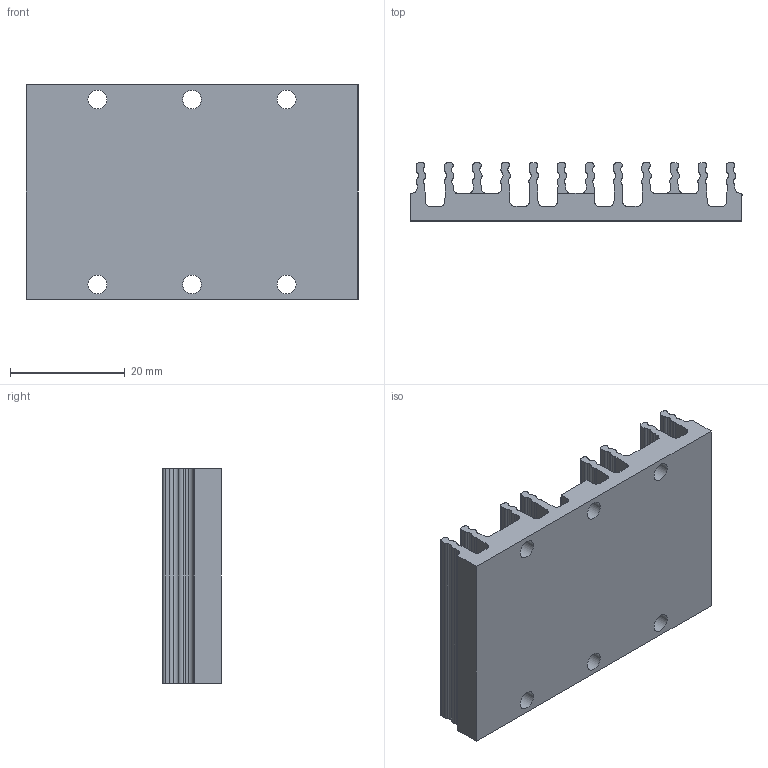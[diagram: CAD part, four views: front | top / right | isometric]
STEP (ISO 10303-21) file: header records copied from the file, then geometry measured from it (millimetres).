
FILE_DESCRIPTION (( 'STEP AP214' ), '1' );
FILE_NAME ('30722r3.STEP', '2011-06-30T14:55:05', ( 'Vicor User' ), ( 'Microsoft' ), 'SwSTEP 2.0', 'SolidWorks 2010', '' );
FILE_SCHEMA (( 'AUTOMOTIVE_DESIGN' ));
Length unit declared in the file: millimetre
Products named in the file (1): 30722r3
Bounding box: 57.91 x 10.16 x 37.34 mm (x, y, z)
Volume: 11367.5 mm3; surface area: 10579.3 mm2
Topology: 1 solids, 1 shells, 247 faces, 732 edges, 488 vertices
Faces by surface type: cylinder 166, plane 81
Full cylindrical faces by diameter (mm): 3.264 x6
Entity records: 11207 total; most frequent: CARTESIAN_POINT 1550, DIRECTION 1526, ORIENTED_EDGE 1452, EDGE_CURVE 726, AXIS2_PLACEMENT_3D 568, VERTEX_POINT 488, VECTOR 390, LINE 390
